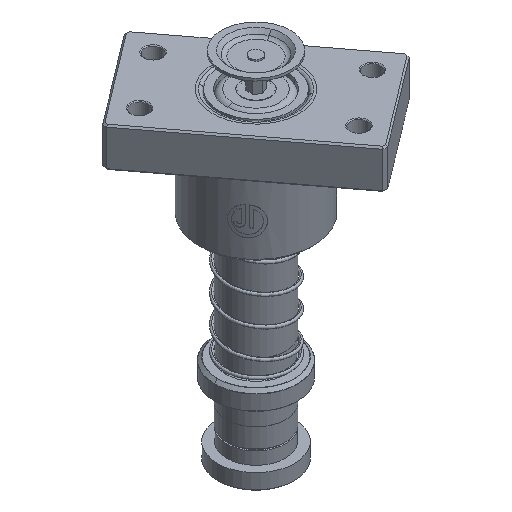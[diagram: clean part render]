
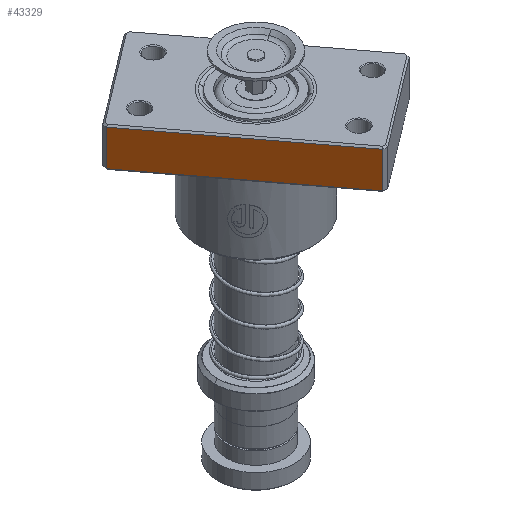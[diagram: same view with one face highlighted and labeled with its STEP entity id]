
A CAD part, isometric view. The second image highlights one B-rep face of the part: STEP entity #43329.
In plain terms, the highlighted face is planar.
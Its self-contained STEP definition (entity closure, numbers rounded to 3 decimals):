
#858 = FACE_OUTER_BOUND ( 'NONE', #37346, .T. ) ;
#1049 = ORIENTED_EDGE ( 'NONE', *, *, #27368, .T. ) ;
#9650 = ORIENTED_EDGE ( 'NONE', *, *, #39440, .F. ) ;
#9991 = EDGE_CURVE ( 'NONE', #18354, #18819, #29092, .T. ) ;
#10115 = CARTESIAN_POINT ( 'NONE',  ( 63., 37.5, 1. ) ) ;
#11346 = DIRECTION ( 'NONE',  ( 1., 0., 0. ) ) ;
#13041 = AXIS2_PLACEMENT_3D ( 'NONE', #43348, #51475, #27151 ) ;
#14988 = PLANE ( 'NONE',  #13041 ) ;
#15807 = DIRECTION ( 'NONE',  ( -1., 0., 0. ) ) ;
#18354 = VERTEX_POINT ( 'NONE', #40022 ) ;
#18819 = VERTEX_POINT ( 'NONE', #36627 ) ;
#20979 = LINE ( 'NONE', #31556, #40502 ) ;
#21856 = VERTEX_POINT ( 'NONE', #44720 ) ;
#25009 = VECTOR ( 'NONE', #15807, 1000. ) ;
#27151 = DIRECTION ( 'NONE',  ( 0., 0., -1. ) ) ;
#27368 = EDGE_CURVE ( 'NONE', #18819, #40014, #20979, .T. ) ;
#28132 = LINE ( 'NONE', #51585, #25009 ) ;
#28830 = ORIENTED_EDGE ( 'NONE', *, *, #9991, .T. ) ;
#29092 = LINE ( 'NONE', #35119, #39202 ) ;
#31556 = CARTESIAN_POINT ( 'NONE',  ( 63., 37.5, 25. ) ) ;
#31807 = VECTOR ( 'NONE', #46212, 1000. ) ;
#33895 = CARTESIAN_POINT ( 'NONE',  ( -63., 37.5, 25. ) ) ;
#34963 = LINE ( 'NONE', #33895, #31807 ) ;
#35119 = CARTESIAN_POINT ( 'NONE',  ( 63., 37.5, 24. ) ) ;
#35281 = DIRECTION ( 'NONE',  ( 0., 0., -1. ) ) ;
#36627 = CARTESIAN_POINT ( 'NONE',  ( 63., 37.5, 24. ) ) ;
#37094 = EDGE_CURVE ( 'NONE', #40014, #21856, #28132, .T. ) ;
#37346 = EDGE_LOOP ( 'NONE', ( #1049, #47317, #9650, #28830 ) ) ;
#39202 = VECTOR ( 'NONE', #11346, 1000. ) ;
#39440 = EDGE_CURVE ( 'NONE', #18354, #21856, #34963, .T. ) ;
#40014 = VERTEX_POINT ( 'NONE', #10115 ) ;
#40022 = CARTESIAN_POINT ( 'NONE',  ( -63., 37.5, 24. ) ) ;
#40502 = VECTOR ( 'NONE', #35281, 1000. ) ;
#43329 = ADVANCED_FACE ( 'NONE', ( #858 ), #14988, .F. ) ;
#43348 = CARTESIAN_POINT ( 'NONE',  ( -63., 37.5, 25. ) ) ;
#44720 = CARTESIAN_POINT ( 'NONE',  ( -63., 37.5, 1. ) ) ;
#46212 = DIRECTION ( 'NONE',  ( 0., 0., -1. ) ) ;
#47317 = ORIENTED_EDGE ( 'NONE', *, *, #37094, .T. ) ;
#51475 = DIRECTION ( 'NONE',  ( 0., -1., 0. ) ) ;
#51585 = CARTESIAN_POINT ( 'NONE',  ( -63., 37.5, 1. ) ) ;
